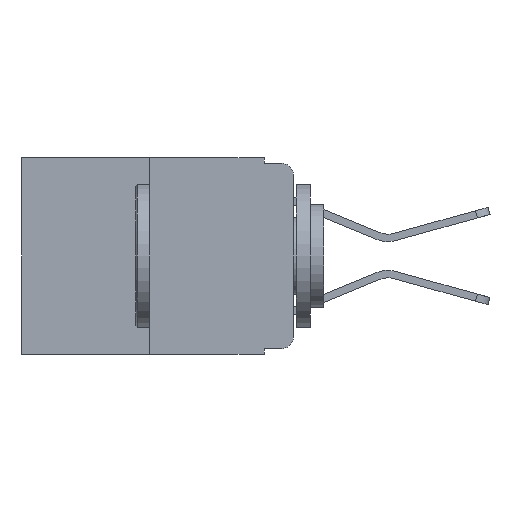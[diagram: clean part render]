
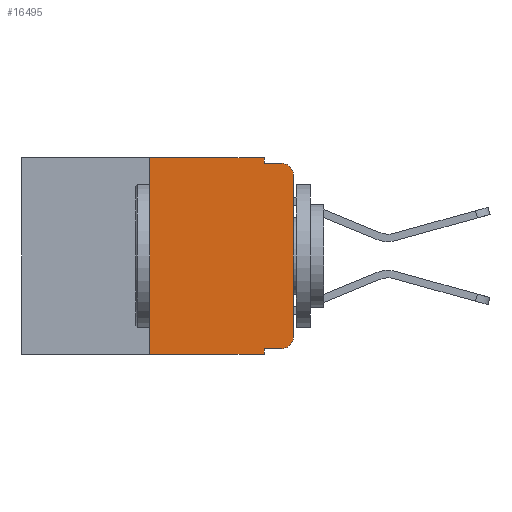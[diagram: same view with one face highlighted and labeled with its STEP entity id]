
A CAD part, left-side view. The second image highlights one B-rep face of the part: STEP entity #16495.
In plain terms, the highlighted planar face has unit normal (-1, 0, 0).
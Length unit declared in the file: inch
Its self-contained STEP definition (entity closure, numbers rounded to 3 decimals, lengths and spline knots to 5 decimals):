
#6 = ORIENTED_EDGE ( 'NONE', *, *, #4008, .T. ) ;
#181 = ORIENTED_EDGE ( 'NONE', *, *, #15778, .T. ) ;
#366 = ORIENTED_EDGE ( 'NONE', *, *, #2103, .F. ) ;
#481 = ORIENTED_EDGE ( 'NONE', *, *, #20332, .F. ) ;
#563 = CARTESIAN_POINT ( 'NONE',  ( 0., 0.051, -0.01 ) ) ;
#633 = ORIENTED_EDGE ( 'NONE', *, *, #20092, .F. ) ;
#658 = ORIENTED_EDGE ( 'NONE', *, *, #16346, .F. ) ;
#876 = ORIENTED_EDGE ( 'NONE', *, *, #21053, .T. ) ;
#1151 = ORIENTED_EDGE ( 'NONE', *, *, #19719, .F. ) ;
#1339 = DIRECTION ( 'NONE',  ( 1., 0., 0. ) ) ;
#1425 = ORIENTED_EDGE ( 'NONE', *, *, #11336, .T. ) ;
#1450 = ORIENTED_EDGE ( 'NONE', *, *, #11662, .T. ) ;
#1878 = CARTESIAN_POINT ( 'NONE',  ( 0., 0.051, 0. ) ) ;
#2103 = EDGE_CURVE ( 'NONE', #12547, #10784, #20428, .T. ) ;
#2391 = CARTESIAN_POINT ( 'NONE',  ( 0., 0.051, -0.01 ) ) ;
#3953 = VECTOR ( 'NONE', #22988, 39.37008 ) ;
#4008 = EDGE_CURVE ( 'NONE', #11358, #21102, #4860, .T. ) ;
#4025 = VERTEX_POINT ( 'NONE', #1878 ) ;
#4280 = VECTOR ( 'NONE', #16783, 39.37008 ) ;
#4745 = DIRECTION ( 'NONE',  ( 0., -1., 0. ) ) ;
#4860 = LINE ( 'NONE', #18746, #4280 ) ;
#5795 = AXIS2_PLACEMENT_3D ( 'NONE', #12734, #1339, #14594 ) ;
#6586 = DIRECTION ( 'NONE',  ( 0., 0., 1. ) ) ;
#7065 = PLANE ( 'NONE',  #5795 ) ;
#7176 = LINE ( 'NONE', #24173, #22042 ) ;
#7237 = VERTEX_POINT ( 'NONE', #15198 ) ;
#7253 = CARTESIAN_POINT ( 'NONE',  ( 0., 0.473, -0.343 ) ) ;
#7341 = DIRECTION ( 'NONE',  ( 0., -1., 0. ) ) ;
#7846 = VERTEX_POINT ( 'NONE', #9956 ) ;
#8034 = LINE ( 'NONE', #22095, #22296 ) ;
#8059 = CARTESIAN_POINT ( 'NONE',  ( 0., 0.02, -0.01 ) ) ;
#8126 = CARTESIAN_POINT ( 'NONE',  ( 0., 0., -0.313 ) ) ;
#9182 = CARTESIAN_POINT ( 'NONE',  ( 0., 0.02, -0.313 ) ) ;
#9956 = CARTESIAN_POINT ( 'NONE',  ( 0., 0.051, -0.333 ) ) ;
#9965 = VECTOR ( 'NONE', #18573, 39.37008 ) ;
#10028 = CARTESIAN_POINT ( 'NONE',  ( 0., 0.051, -0.333 ) ) ;
#10645 = DIRECTION ( 'NONE',  ( -1., 0., 0. ) ) ;
#10743 = VECTOR ( 'NONE', #7341, 39.37008 ) ;
#10784 = VERTEX_POINT ( 'NONE', #8059 ) ;
#11088 = DIRECTION ( 'NONE',  ( 0., 0., -1. ) ) ;
#11336 = EDGE_CURVE ( 'NONE', #7846, #7237, #23172, .T. ) ;
#11358 = VERTEX_POINT ( 'NONE', #8126 ) ;
#11375 = CARTESIAN_POINT ( 'NONE',  ( 0., 0.25, -0.343 ) ) ;
#11662 = EDGE_CURVE ( 'NONE', #7237, #11358, #21184, .T. ) ;
#12079 = CARTESIAN_POINT ( 'NONE',  ( 0., 0.25, 0. ) ) ;
#12134 = AXIS2_PLACEMENT_3D ( 'NONE', #9182, #22183, #11088 ) ;
#12304 = VECTOR ( 'NONE', #6586, 39.37008 ) ;
#12547 = VERTEX_POINT ( 'NONE', #2391 ) ;
#12734 = CARTESIAN_POINT ( 'NONE',  ( 0., 0.473, 0. ) ) ;
#13128 = DIRECTION ( 'NONE',  ( 0., 0., -1. ) ) ;
#13170 = FACE_OUTER_BOUND ( 'NONE', #19674, .T. ) ;
#14316 = VERTEX_POINT ( 'NONE', #19226 ) ;
#14594 = DIRECTION ( 'NONE',  ( 0., 0., -1. ) ) ;
#15198 = CARTESIAN_POINT ( 'NONE',  ( 0., 0.02, -0.333 ) ) ;
#15681 = LINE ( 'NONE', #7253, #10743 ) ;
#15778 = EDGE_CURVE ( 'NONE', #21102, #10784, #15828, .T. ) ;
#15828 = CIRCLE ( 'NONE', #17206, 0.02 ) ;
#16346 = EDGE_CURVE ( 'NONE', #17827, #22268, #17250, .T. ) ;
#16495 = ADVANCED_FACE ( 'NONE', ( #13170 ), #7065, .F. ) ;
#16783 = DIRECTION ( 'NONE',  ( 0., 0., 1. ) ) ;
#16792 = CARTESIAN_POINT ( 'NONE',  ( 0., 0., -0.03 ) ) ;
#17206 = AXIS2_PLACEMENT_3D ( 'NONE', #21759, #10645, #23581 ) ;
#17250 = LINE ( 'NONE', #23314, #12304 ) ;
#17827 = VERTEX_POINT ( 'NONE', #11375 ) ;
#18261 = LINE ( 'NONE', #23287, #22591 ) ;
#18573 = DIRECTION ( 'NONE',  ( 0., -1., 0. ) ) ;
#18746 = CARTESIAN_POINT ( 'NONE',  ( 0., 0., 0. ) ) ;
#19226 = CARTESIAN_POINT ( 'NONE',  ( 0., 0.051, -0.343 ) ) ;
#19674 = EDGE_LOOP ( 'NONE', ( #6, #181, #366, #481, #633, #658, #876, #1151, #1425, #1450 ) ) ;
#19719 = EDGE_CURVE ( 'NONE', #7846, #14316, #7176, .T. ) ;
#20092 = EDGE_CURVE ( 'NONE', #22268, #4025, #18261, .T. ) ;
#20332 = EDGE_CURVE ( 'NONE', #4025, #12547, #8034, .T. ) ;
#20428 = LINE ( 'NONE', #563, #9965 ) ;
#21053 = EDGE_CURVE ( 'NONE', #17827, #14316, #15681, .T. ) ;
#21102 = VERTEX_POINT ( 'NONE', #16792 ) ;
#21184 = CIRCLE ( 'NONE', #12134, 0.02 ) ;
#21759 = CARTESIAN_POINT ( 'NONE',  ( 0., 0.02, -0.03 ) ) ;
#22042 = VECTOR ( 'NONE', #13128, 39.37008 ) ;
#22095 = CARTESIAN_POINT ( 'NONE',  ( 0., 0.051, 0. ) ) ;
#22183 = DIRECTION ( 'NONE',  ( -1., 0., 0. ) ) ;
#22268 = VERTEX_POINT ( 'NONE', #12079 ) ;
#22296 = VECTOR ( 'NONE', #23912, 39.37008 ) ;
#22591 = VECTOR ( 'NONE', #4745, 39.37008 ) ;
#22988 = DIRECTION ( 'NONE',  ( 0., -1., 0. ) ) ;
#23172 = LINE ( 'NONE', #10028, #3953 ) ;
#23287 = CARTESIAN_POINT ( 'NONE',  ( 0., 0.473, 0. ) ) ;
#23314 = CARTESIAN_POINT ( 'NONE',  ( 0., 0.25, 0. ) ) ;
#23581 = DIRECTION ( 'NONE',  ( 0., 0., -1. ) ) ;
#23912 = DIRECTION ( 'NONE',  ( 0., 0., -1. ) ) ;
#24173 = CARTESIAN_POINT ( 'NONE',  ( 0., 0.051, 0. ) ) ;
